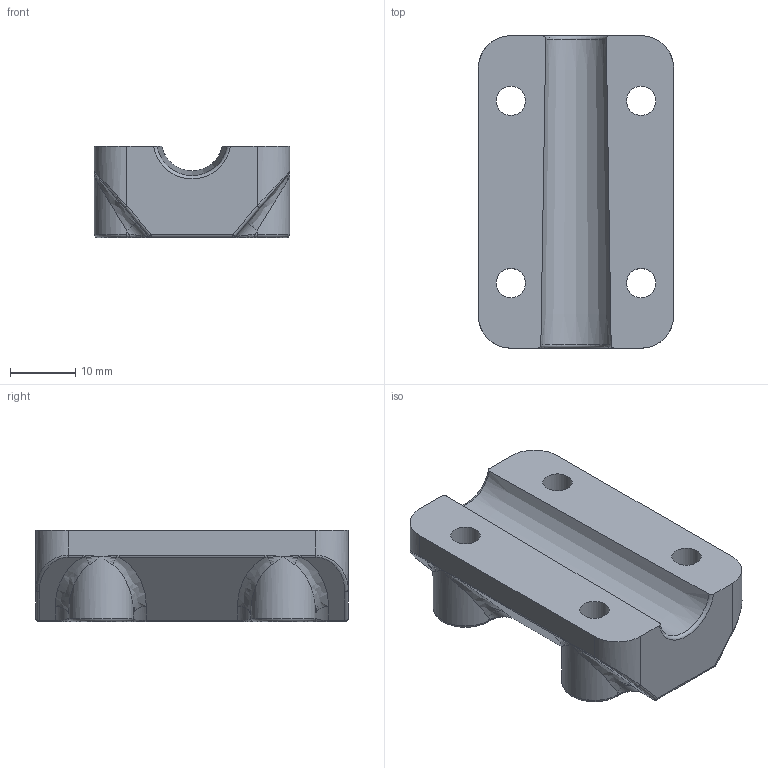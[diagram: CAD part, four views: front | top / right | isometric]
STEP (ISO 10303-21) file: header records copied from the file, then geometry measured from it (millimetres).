
FILE_DESCRIPTION(/* description */ (''),/* implementation_level */ '2;1');
FILE_NAME(/* name */ 'BracketSolderingIron_2.stp',/* time_stamp */ '2023-12-27T23:13:10+01:00',/* author */ ('denni'),/* organization */ (''),/* preprocessor_version */ 'ST-DEVELOPER v19.2',/* originating_system */ 'Autodesk Inventor 2024',/* authorisation */ '');
FILE_SCHEMA (('AUTOMOTIVE_DESIGN { 1 0 10303 214 3 1 1 }'));
Length unit declared in the file: millimetre
Products named in the file (1): BracketSolderingIron_2
Bounding box: 30 x 48 x 14 mm (x, y, z)
Volume: 14949.9 mm3; surface area: 5395.7 mm2
Topology: 1 solids, 1 shells, 122 faces, 296 edges, 160 vertices
Faces by surface type: cylinder 46, bspline 44, plane 21, torus 6, sphere 4, cone 1
Full cylindrical faces by diameter (mm): 4.5 x4
Entity records: 4427 total; most frequent: CARTESIAN_POINT 1753, ORIENTED_EDGE 560, DIRECTION 532, EDGE_CURVE 280, AXIS2_PLACEMENT_3D 219, VERTEX_POINT 160, EDGE_LOOP 130, FACE_OUTER_BOUND 122
